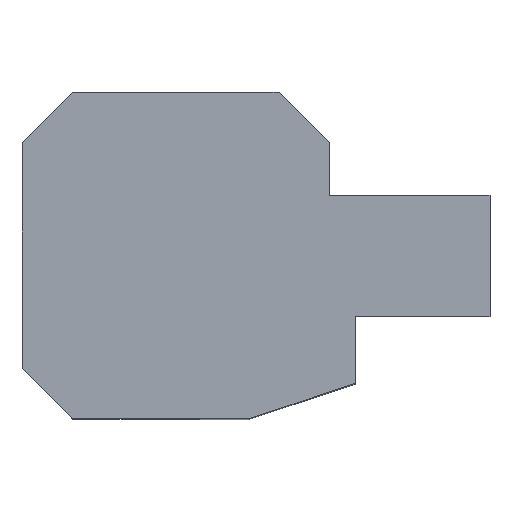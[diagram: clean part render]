
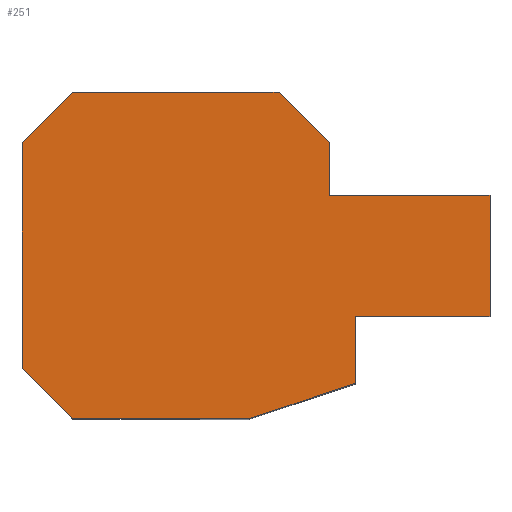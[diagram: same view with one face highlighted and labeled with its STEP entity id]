
A CAD part, top view. The second image highlights one B-rep face of the part: STEP entity #251.
In plain terms, the highlighted planar face has unit normal (0, 0, 1).
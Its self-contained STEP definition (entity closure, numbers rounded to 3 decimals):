
#5 = CARTESIAN_POINT ( 'NONE',  ( 104., -73.945, 2. ) ) ;
#29 = EDGE_CURVE ( 'NONE', #354, #425, #861, .T. ) ;
#94 = ORIENTED_EDGE ( 'NONE', *, *, #561, .F. ) ;
#96 = ORIENTED_EDGE ( 'NONE', *, *, #238, .F. ) ;
#98 = LINE ( 'NONE', #179, #858 ) ;
#100 = LINE ( 'NONE', #115, #615 ) ;
#104 = CARTESIAN_POINT ( 'NONE',  ( 104., -35., 2. ) ) ;
#115 = CARTESIAN_POINT ( 'NONE',  ( 182., 35., 2. ) ) ;
#121 = CARTESIAN_POINT ( 'NONE',  ( 42.324, -94.5, 2. ) ) ;
#122 = CARTESIAN_POINT ( 'NONE',  ( -89., -65.328, 2. ) ) ;
#135 = FACE_OUTER_BOUND ( 'NONE', #445, .T. ) ;
#150 = DIRECTION ( 'NONE',  ( 0.707, 0.707, 0. ) ) ;
#152 = VECTOR ( 'NONE', #1151, 1000. ) ;
#169 = LINE ( 'NONE', #325, #837 ) ;
#179 = CARTESIAN_POINT ( 'NONE',  ( 182., -35., 2. ) ) ;
#180 = VERTEX_POINT ( 'NONE', #1024 ) ;
#187 = CARTESIAN_POINT ( 'NONE',  ( 89., 65.328, 2. ) ) ;
#209 = CARTESIAN_POINT ( 'NONE',  ( 0., 154.328, 2. ) ) ;
#217 = CARTESIAN_POINT ( 'NONE',  ( 89., 35., 2. ) ) ;
#225 = ORIENTED_EDGE ( 'NONE', *, *, #1123, .F. ) ;
#231 = CARTESIAN_POINT ( 'NONE',  ( -59.828, 94.5, 2. ) ) ;
#235 = VERTEX_POINT ( 'NONE', #550 ) ;
#238 = EDGE_CURVE ( 'NONE', #1052, #1063, #764, .T. ) ;
#246 = VECTOR ( 'NONE', #622, 1000. ) ;
#251 = ADVANCED_FACE ( 'NONE', ( #135 ), #475, .F. ) ;
#253 = VERTEX_POINT ( 'NONE', #217 ) ;
#254 = LINE ( 'NONE', #689, #748 ) ;
#267 = VERTEX_POINT ( 'NONE', #1125 ) ;
#273 = LINE ( 'NONE', #104, #246 ) ;
#279 = CARTESIAN_POINT ( 'NONE',  ( -89., 65.328, 2. ) ) ;
#296 = ORIENTED_EDGE ( 'NONE', *, *, #863, .F. ) ;
#299 = VECTOR ( 'NONE', #583, 1000. ) ;
#325 = CARTESIAN_POINT ( 'NONE',  ( 89., 35., 2. ) ) ;
#354 = VERTEX_POINT ( 'NONE', #505 ) ;
#367 = CARTESIAN_POINT ( 'NONE',  ( 104., -35., 2. ) ) ;
#425 = VERTEX_POINT ( 'NONE', #683 ) ;
#445 = EDGE_LOOP ( 'NONE', ( #296, #96, #756, #470, #530, #691, #225, #94, #1099, #955, #708, #818 ) ) ;
#470 = ORIENTED_EDGE ( 'NONE', *, *, #680, .F. ) ;
#475 = PLANE ( 'NONE',  #892 ) ;
#505 = CARTESIAN_POINT ( 'NONE',  ( -59.828, 94.5, 2. ) ) ;
#530 = ORIENTED_EDGE ( 'NONE', *, *, #785, .F. ) ;
#536 = LINE ( 'NONE', #187, #953 ) ;
#550 = CARTESIAN_POINT ( 'NONE',  ( 182., -35., 2. ) ) ;
#559 = DIRECTION ( 'NONE',  ( 0., 0., -1. ) ) ;
#561 = EDGE_CURVE ( 'NONE', #1155, #235, #100, .T. ) ;
#571 = CARTESIAN_POINT ( 'NONE',  ( 104., -73.945, 2. ) ) ;
#583 = DIRECTION ( 'NONE',  ( -0.949, -0.316, 0. ) ) ;
#597 = LINE ( 'NONE', #790, #854 ) ;
#609 = CARTESIAN_POINT ( 'NONE',  ( -59.828, -94.5, 2. ) ) ;
#615 = VECTOR ( 'NONE', #891, 1000. ) ;
#622 = DIRECTION ( 'NONE',  ( 0., -1., 0. ) ) ;
#634 = VERTEX_POINT ( 'NONE', #5 ) ;
#655 = VERTEX_POINT ( 'NONE', #367 ) ;
#680 = EDGE_CURVE ( 'NONE', #267, #803, #763, .T. ) ;
#681 = VECTOR ( 'NONE', #834, 1000. ) ;
#683 = CARTESIAN_POINT ( 'NONE',  ( 59.828, 94.5, 2. ) ) ;
#689 = CARTESIAN_POINT ( 'NONE',  ( -89., 65.328, 2. ) ) ;
#691 = ORIENTED_EDGE ( 'NONE', *, *, #1066, .F. ) ;
#708 = ORIENTED_EDGE ( 'NONE', *, *, #817, .F. ) ;
#748 = VECTOR ( 'NONE', #150, 1000. ) ;
#756 = ORIENTED_EDGE ( 'NONE', *, *, #964, .F. ) ;
#763 = LINE ( 'NONE', #121, #681 ) ;
#764 = LINE ( 'NONE', #122, #1109 ) ;
#768 = CARTESIAN_POINT ( 'NONE',  ( -59.828, -94.5, 2. ) ) ;
#783 = LINE ( 'NONE', #609, #152 ) ;
#785 = EDGE_CURVE ( 'NONE', #634, #267, #829, .T. ) ;
#790 = CARTESIAN_POINT ( 'NONE',  ( 59.828, 94.5, 2. ) ) ;
#803 = VERTEX_POINT ( 'NONE', #768 ) ;
#805 = DIRECTION ( 'NONE',  ( -1., 0., 0. ) ) ;
#813 = CARTESIAN_POINT ( 'NONE',  ( 182., 35., 2. ) ) ;
#817 = EDGE_CURVE ( 'NONE', #425, #180, #597, .T. ) ;
#818 = ORIENTED_EDGE ( 'NONE', *, *, #29, .F. ) ;
#829 = LINE ( 'NONE', #571, #299 ) ;
#834 = DIRECTION ( 'NONE',  ( -1., 0., 0. ) ) ;
#837 = VECTOR ( 'NONE', #1142, 1000. ) ;
#841 = DIRECTION ( 'NONE',  ( -1., 0., 0. ) ) ;
#854 = VECTOR ( 'NONE', #1057, 1000. ) ;
#858 = VECTOR ( 'NONE', #805, 1000. ) ;
#861 = LINE ( 'NONE', #231, #893 ) ;
#863 = EDGE_CURVE ( 'NONE', #1063, #354, #254, .T. ) ;
#891 = DIRECTION ( 'NONE',  ( 0., -1., 0. ) ) ;
#892 = AXIS2_PLACEMENT_3D ( 'NONE', #209, #559, #841 ) ;
#893 = VECTOR ( 'NONE', #1128, 1000. ) ;
#896 = EDGE_CURVE ( 'NONE', #253, #1155, #169, .T. ) ;
#953 = VECTOR ( 'NONE', #1001, 1000. ) ;
#955 = ORIENTED_EDGE ( 'NONE', *, *, #1115, .F. ) ;
#964 = EDGE_CURVE ( 'NONE', #803, #1052, #783, .T. ) ;
#1001 = DIRECTION ( 'NONE',  ( 0., -1., 0. ) ) ;
#1024 = CARTESIAN_POINT ( 'NONE',  ( 89., 65.328, 2. ) ) ;
#1052 = VERTEX_POINT ( 'NONE', #1159 ) ;
#1057 = DIRECTION ( 'NONE',  ( 0.707, -0.707, 0. ) ) ;
#1063 = VERTEX_POINT ( 'NONE', #279 ) ;
#1066 = EDGE_CURVE ( 'NONE', #655, #634, #273, .T. ) ;
#1099 = ORIENTED_EDGE ( 'NONE', *, *, #896, .F. ) ;
#1104 = DIRECTION ( 'NONE',  ( 0., 1., 0. ) ) ;
#1109 = VECTOR ( 'NONE', #1104, 1000. ) ;
#1115 = EDGE_CURVE ( 'NONE', #180, #253, #536, .T. ) ;
#1123 = EDGE_CURVE ( 'NONE', #235, #655, #98, .T. ) ;
#1125 = CARTESIAN_POINT ( 'NONE',  ( 42.324, -94.5, 2. ) ) ;
#1128 = DIRECTION ( 'NONE',  ( 1., 0., 0. ) ) ;
#1142 = DIRECTION ( 'NONE',  ( 1., 0., 0. ) ) ;
#1151 = DIRECTION ( 'NONE',  ( -0.707, 0.707, 0. ) ) ;
#1155 = VERTEX_POINT ( 'NONE', #813 ) ;
#1159 = CARTESIAN_POINT ( 'NONE',  ( -89., -65.328, 2. ) ) ;
